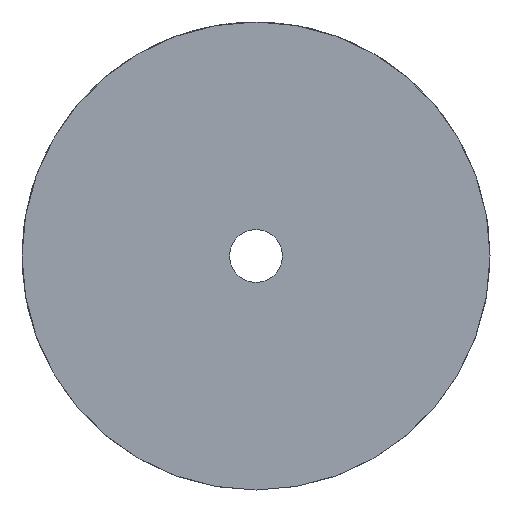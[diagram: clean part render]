
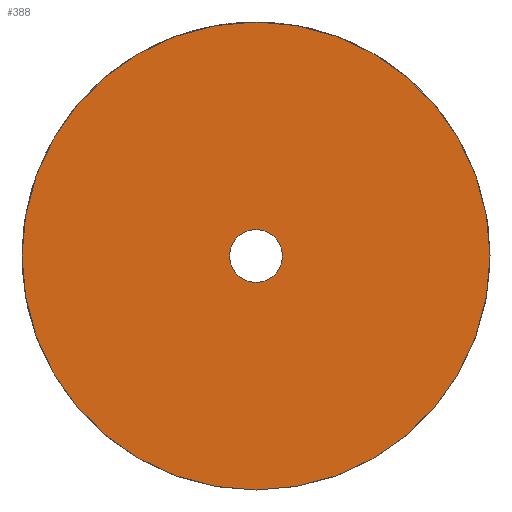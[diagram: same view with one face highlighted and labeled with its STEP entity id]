
A CAD part, left-side view. The second image highlights one B-rep face of the part: STEP entity #388.
In plain terms, the highlighted planar face has unit normal (-1, 0, 0).
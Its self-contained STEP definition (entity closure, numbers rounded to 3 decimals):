
#388 = ADVANCED_FACE( '', ( #848, #849 ), #850, .F. );
#848 = FACE_OUTER_BOUND( '', #1375, .T. );
#849 = FACE_BOUND( '', #1376, .T. );
#850 = PLANE( '', #1377 );
#1375 = EDGE_LOOP( '', ( #2429 ) );
#1376 = EDGE_LOOP( '', ( #2430 ) );
#1377 = AXIS2_PLACEMENT_3D( '', #2431, #2432, #2433 );
#2429 = ORIENTED_EDGE( '', *, *, #2963, .F. );
#2430 = ORIENTED_EDGE( '', *, *, #3331, .T. );
#2431 = CARTESIAN_POINT( '', ( 0., 0., 0. ) );
#2432 = DIRECTION( '', ( 1., 0., 0. ) );
#2433 = DIRECTION( '', ( 0., 0., -1. ) );
#2963 = EDGE_CURVE( '', #3481, #3481, #3482, .T. );
#3331 = EDGE_CURVE( '', #3997, #3997, #3998, .T. );
#3481 = VERTEX_POINT( '', #4153 );
#3482 = CIRCLE( '', #4154, 35.5 );
#3997 = VERTEX_POINT( '', #4729 );
#3998 = CIRCLE( '', #4730, 4. );
#4153 = CARTESIAN_POINT( '', ( 0., 0., -35.5 ) );
#4154 = AXIS2_PLACEMENT_3D( '', #4900, #4901, #4902 );
#4729 = CARTESIAN_POINT( '', ( 0., 0., -4. ) );
#4730 = AXIS2_PLACEMENT_3D( '', #5614, #5615, #5616 );
#4900 = CARTESIAN_POINT( '', ( 0., 0., 0. ) );
#4901 = DIRECTION( '', ( 1., 0., 0. ) );
#4902 = DIRECTION( '', ( 0., 0., -1. ) );
#5614 = CARTESIAN_POINT( '', ( 0., 0., 0. ) );
#5615 = DIRECTION( '', ( 1., 0., 0. ) );
#5616 = DIRECTION( '', ( 0., 0., -1. ) );
